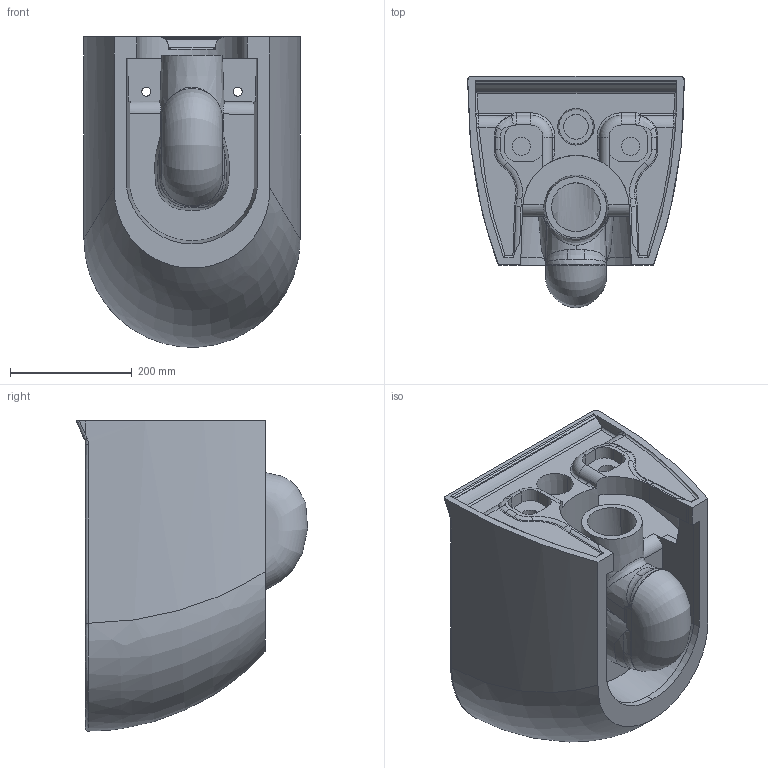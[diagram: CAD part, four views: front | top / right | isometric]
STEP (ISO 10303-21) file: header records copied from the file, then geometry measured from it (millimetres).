
FILE_DESCRIPTION (( 'STEP AP214' ), '1' );
FILE_NAME ('PR096_STEP_V10421.STEP', '2021-04-09T14:18:38', ( '' ), ( '' ), 'SwSTEP 2.0', 'SolidWorks 2019', '' );
FILE_SCHEMA (( 'AUTOMOTIVE_DESIGN' ));
Length unit declared in the file: millimetre
Products named in the file (1): PR096_STEP_V10421
Bounding box: 355.09 x 379.97 x 509.59 mm (x, y, z)
Volume: 12024305.6 mm3; surface area: 1857556.8 mm2
Topology: 1 solids, 2 shells, 350 faces, 998 edges, 647 vertices
Faces by surface type: bspline 118, plane 87, cylinder 76, torus 39, cone 22, sphere 8
Entity records: 127241 total; most frequent: CARTESIAN_POINT 119132, ORIENTED_EDGE 1992, DIRECTION 1301, EDGE_CURVE 996, VERTEX_POINT 647, AXIS2_PLACEMENT_3D 501, B_SPLINE_CURVE_WITH_KNOTS 409, EDGE_LOOP 365
